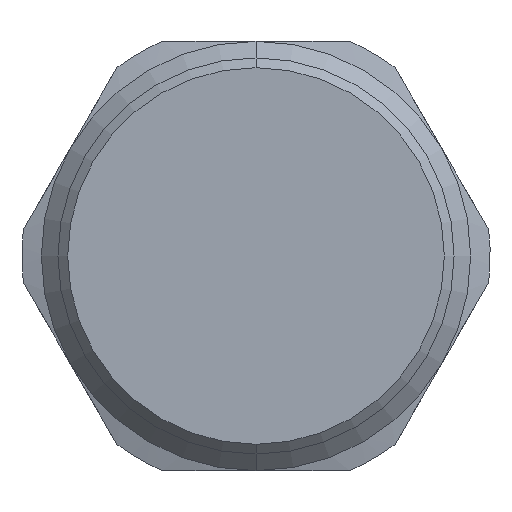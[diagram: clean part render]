
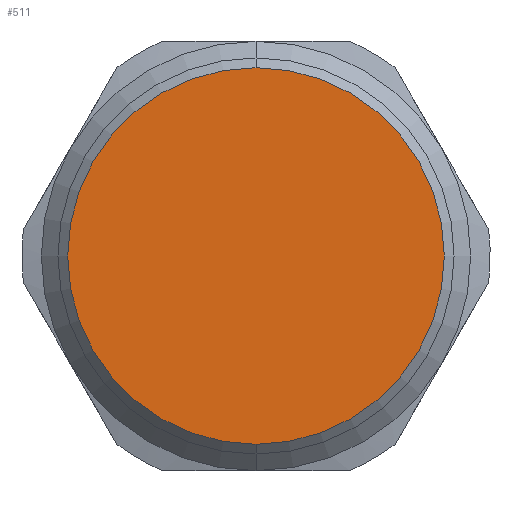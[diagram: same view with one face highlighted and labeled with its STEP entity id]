
A CAD part, front view. The second image highlights one B-rep face of the part: STEP entity #511.
In plain terms, the highlighted planar face has unit normal (0, -1, 0).
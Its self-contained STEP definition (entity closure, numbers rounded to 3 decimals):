
#215 = EDGE_CURVE ( 'NONE', #216, #217, #1000, .T. ) ;
#216 = VERTEX_POINT ( 'NONE', #996 ) ;
#217 = VERTEX_POINT ( 'NONE', #995 ) ;
#511 = ADVANCED_FACE ( 'NONE', ( #1429 ), #1428, .F. ) ;
#686 = EDGE_LOOP ( 'NONE', ( #687, #689 ) ) ;
#687 = ORIENTED_EDGE ( 'NONE', *, *, #688, .T. ) ;
#688 = EDGE_CURVE ( 'NONE', #217, #216, #1855, .T. ) ;
#689 = ORIENTED_EDGE ( 'NONE', *, *, #215, .T. ) ;
#995 = CARTESIAN_POINT ( 'NONE',  ( 0., -16., 9.65 ) ) ;
#996 = CARTESIAN_POINT ( 'NONE',  ( 0., -16., -9.65 ) ) ;
#997 = DIRECTION ( 'NONE',  ( 0., 0., 1. ) ) ;
#998 = DIRECTION ( 'NONE',  ( 0., -1., 0. ) ) ;
#999 = AXIS2_PLACEMENT_3D ( 'NONE', #1006, #998, #997 ) ;
#1000 = CIRCLE ( 'NONE', #999, 9.65 ) ;
#1006 = CARTESIAN_POINT ( 'NONE',  ( 0., -16., 0. ) ) ;
#1428 = PLANE ( 'NONE',  #1571 ) ;
#1429 = FACE_OUTER_BOUND ( 'NONE', #686, .T. ) ;
#1568 = DIRECTION ( 'NONE',  ( 0., 0., 1. ) ) ;
#1569 = DIRECTION ( 'NONE',  ( 0., 1., 0. ) ) ;
#1570 = CARTESIAN_POINT ( 'NONE',  ( 0., -16., 0. ) ) ;
#1571 = AXIS2_PLACEMENT_3D ( 'NONE', #1570, #1569, #1568 ) ;
#1852 = DIRECTION ( 'NONE',  ( 0., 0., 1. ) ) ;
#1853 = DIRECTION ( 'NONE',  ( 0., -1., 0. ) ) ;
#1854 = AXIS2_PLACEMENT_3D ( 'NONE', #1860, #1853, #1852 ) ;
#1855 = CIRCLE ( 'NONE', #1854, 9.65 ) ;
#1860 = CARTESIAN_POINT ( 'NONE',  ( 0., -16., 0. ) ) ;
